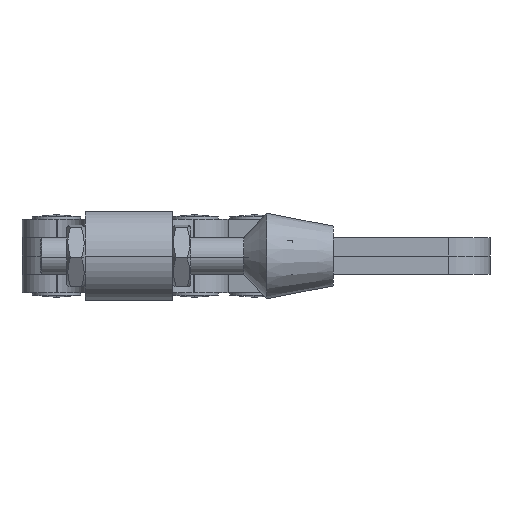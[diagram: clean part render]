
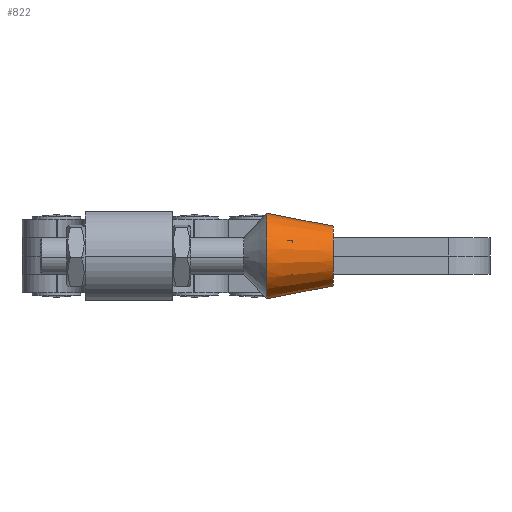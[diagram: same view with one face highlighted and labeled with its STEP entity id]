
A CAD part, left-side view. The second image highlights one B-rep face of the part: STEP entity #822.
In plain terms, the highlighted conical face has half-angle 11 degrees and reference radius 6.5 mm.
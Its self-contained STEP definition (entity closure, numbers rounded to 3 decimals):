
#623 = AXIS2_PLACEMENT_3D ( 'NONE', #15263, #15265, #15267 ) ;
#822 = ADVANCED_FACE ( 'NONE', ( #19784 ), #19772, .T. ) ;
#4286 = CARTESIAN_POINT ( 'NONE',  ( 0., 14.534, 9.325 ) ) ;
#4287 = CARTESIAN_POINT ( 'NONE',  ( 0., 14.534, -9.325 ) ) ;
#4292 = CARTESIAN_POINT ( 'NONE',  ( 0., 0., 6.5 ) ) ;
#4294 = CARTESIAN_POINT ( 'NONE',  ( 0., 0., -6.5 ) ) ;
#7838 = DIRECTION ( 'NONE',  ( 0., 0.982, -0.191 ) ) ;
#7839 = DIRECTION ( 'NONE',  ( 0., 0.982, 0.191 ) ) ;
#7840 = CARTESIAN_POINT ( 'NONE',  ( 0., 0., -6.5 ) ) ;
#7844 = CARTESIAN_POINT ( 'NONE',  ( 0., 0., 6.5 ) ) ;
#7855 = CARTESIAN_POINT ( 'NONE',  ( 0., 14.534, 0. ) ) ;
#7856 = DIRECTION ( 'NONE',  ( 0., -1., 0. ) ) ;
#7857 = DIRECTION ( 'NONE',  ( 0., 0., -1. ) ) ;
#7860 = CARTESIAN_POINT ( 'NONE',  ( 0., 0., 0. ) ) ;
#7861 = DIRECTION ( 'NONE',  ( 0., -1., 0. ) ) ;
#7862 = DIRECTION ( 'NONE',  ( 0., 0., -1. ) ) ;
#12938 = ORIENTED_EDGE ( 'NONE', *, *, #27023, .T. ) ;
#12939 = ORIENTED_EDGE ( 'NONE', *, *, #27019, .T. ) ;
#12940 = ORIENTED_EDGE ( 'NONE', *, *, #27024, .F. ) ;
#12941 = ORIENTED_EDGE ( 'NONE', *, *, #27017, .F. ) ;
#14782 = AXIS2_PLACEMENT_3D ( 'NONE', #7855, #7856, #7857 ) ;
#14783 = AXIS2_PLACEMENT_3D ( 'NONE', #7860, #7861, #7862 ) ;
#15263 = CARTESIAN_POINT ( 'NONE',  ( 0., 0., 0. ) ) ;
#15265 = DIRECTION ( 'NONE',  ( 0., 1., 0. ) ) ;
#15267 = DIRECTION ( 'NONE',  ( 0., 0., 1. ) ) ;
#17510 = EDGE_LOOP ( 'NONE', ( #12941, #12940, #12939, #12938 ) ) ;
#19772 = CONICAL_SURFACE ( 'NONE', #623, 6.5, 0.192 ) ;
#19784 = FACE_OUTER_BOUND ( 'NONE', #17510, .T. ) ;
#20625 = VERTEX_POINT ( 'NONE', #4286 ) ;
#20626 = VERTEX_POINT ( 'NONE', #4287 ) ;
#20631 = VERTEX_POINT ( 'NONE', #4292 ) ;
#20633 = VERTEX_POINT ( 'NONE', #4294 ) ;
#22325 = CIRCLE ( 'NONE', #14783, 6.5 ) ;
#22329 = CIRCLE ( 'NONE', #14782, 9.325 ) ;
#22331 = VECTOR ( 'NONE', #7839, 1000. ) ;
#22333 = LINE ( 'NONE', #7844, #22331 ) ;
#22334 = VECTOR ( 'NONE', #7838, 1000. ) ;
#22338 = LINE ( 'NONE', #7840, #22334 ) ;
#27017 = EDGE_CURVE ( 'NONE', #20633, #20626, #22338, .T. ) ;
#27019 = EDGE_CURVE ( 'NONE', #20631, #20625, #22333, .T. ) ;
#27023 = EDGE_CURVE ( 'NONE', #20625, #20626, #22329, .T. ) ;
#27024 = EDGE_CURVE ( 'NONE', #20631, #20633, #22325, .T. ) ;
